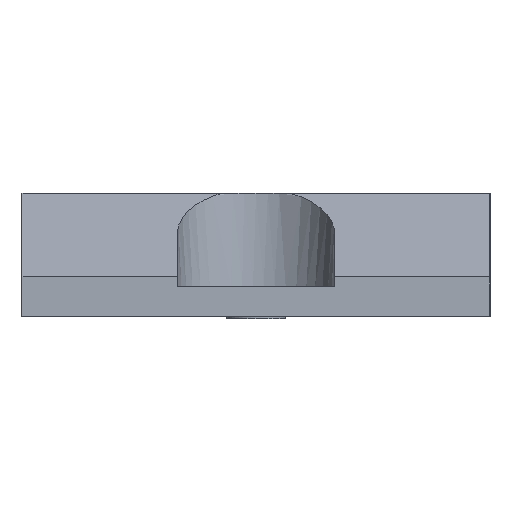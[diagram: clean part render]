
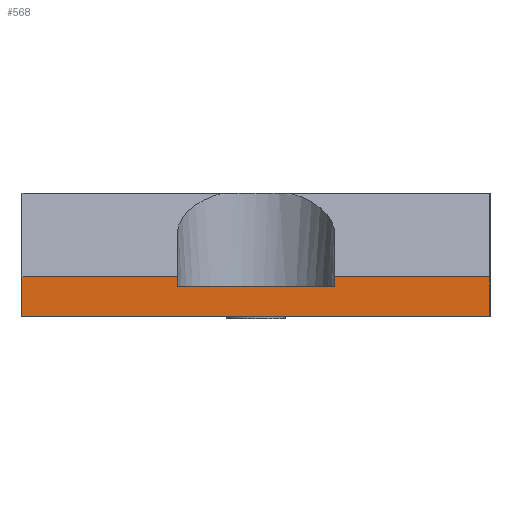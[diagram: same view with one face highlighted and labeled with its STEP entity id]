
A CAD part, left-side view. The second image highlights one B-rep face of the part: STEP entity #568.
In plain terms, the highlighted planar face has unit normal (-1, 0, 0).
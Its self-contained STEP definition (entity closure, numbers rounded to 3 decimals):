
#568=ADVANCED_FACE('',(#1584),#1586,.T.);
#1584=FACE_BOUND('',#1585,.T.);
#1585=EDGE_LOOP('',(#2346,#2347,#2348,#2349,#2350,#2351,#2352,#2353));
#1586=PLANE('',#1587);
#1587=AXIS2_PLACEMENT_3D('',#1588,#1589,#1590);
#1588=CARTESIAN_POINT('',(0.,95.,0.));
#1589=DIRECTION('',(-1.,0.,0.));
#1590=DIRECTION('',(0.,-1.,0.));
#2346=ORIENTED_EDGE('',*,*,#3150,.F.);
#2347=ORIENTED_EDGE('',*,*,#3114,.F.);
#2348=ORIENTED_EDGE('',*,*,#3143,.T.);
#2349=ORIENTED_EDGE('',*,*,#3129,.T.);
#2350=ORIENTED_EDGE('',*,*,#3151,.F.);
#2351=ORIENTED_EDGE('',*,*,#3152,.F.);
#2352=ORIENTED_EDGE('',*,*,#3153,.F.);
#2353=ORIENTED_EDGE('',*,*,#3154,.T.);
#3114=EDGE_CURVE('',#3497,#3499,#3500,.T.);
#3129=EDGE_CURVE('',#3524,#3522,#3525,.T.);
#3143=EDGE_CURVE('',#3497,#3524,#3547,.T.);
#3150=EDGE_CURVE('',#3499,#3560,#3561,.T.);
#3151=EDGE_CURVE('',#3562,#3522,#3563,.T.);
#3152=EDGE_CURVE('',#3564,#3562,#3565,.T.);
#3153=EDGE_CURVE('',#3566,#3564,#3567,.T.);
#3154=EDGE_CURVE('',#3566,#3560,#3568,.T.);
#3497=VERTEX_POINT('',#13361);
#3499=VERTEX_POINT('',#13365);
#3500=LINE('',#13366,#13367);
#3522=VERTEX_POINT('',#13416);
#3524=VERTEX_POINT('',#13420);
#3525=LINE('',#13421,#13422);
#3547=LINE('',#13598,#13599);
#3560=VERTEX_POINT('',#14657);
#3561=LINE('',#14658,#14659);
#3562=VERTEX_POINT('',#14661);
#3563=LINE('',#14662,#14663);
#3564=VERTEX_POINT('',#14665);
#3565=LINE('',#14666,#14667);
#3566=VERTEX_POINT('',#14669);
#3567=LINE('',#14670,#14671);
#3568=LINE('',#14673,#14674);
#13361=CARTESIAN_POINT('',(0.,95.,0.));
#13365=CARTESIAN_POINT('',(0.,95.,8.));
#13366=CARTESIAN_POINT('',(0.,95.,0.));
#13367=VECTOR('',#13368,1.);
#13368=DIRECTION('',(0.,0.,1.));
#13416=CARTESIAN_POINT('',(0.,0.,8.));
#13420=CARTESIAN_POINT('',(0.,0.,0.));
#13421=CARTESIAN_POINT('',(0.,0.,0.));
#13422=VECTOR('',#13423,1.);
#13423=DIRECTION('',(0.,0.,1.));
#13598=CARTESIAN_POINT('',(0.,95.,0.));
#13599=VECTOR('',#13600,1.);
#13600=DIRECTION('',(0.,-1.,0.));
#14657=CARTESIAN_POINT('',(0.,63.5,8.));
#14658=CARTESIAN_POINT('',(0.,95.,8.));
#14659=VECTOR('',#14660,1.);
#14660=DIRECTION('',(0.,-1.,0.));
#14661=CARTESIAN_POINT('',(0.,31.5,8.));
#14662=CARTESIAN_POINT('',(0.,31.5,8.));
#14663=VECTOR('',#14664,1.);
#14664=DIRECTION('',(0.,-1.,0.));
#14665=CARTESIAN_POINT('',(0.,31.5,6.));
#14666=CARTESIAN_POINT('',(0.,31.5,6.));
#14667=VECTOR('',#14668,1.);
#14668=DIRECTION('',(0.,0.,1.));
#14669=CARTESIAN_POINT('',(0.,63.5,6.));
#14670=CARTESIAN_POINT('',(0.,63.5,6.));
#14671=VECTOR('',#14672,1.);
#14672=DIRECTION('',(0.,-1.,0.));
#14673=CARTESIAN_POINT('',(0.,63.5,6.));
#14674=VECTOR('',#14675,1.);
#14675=DIRECTION('',(0.,0.,1.));
